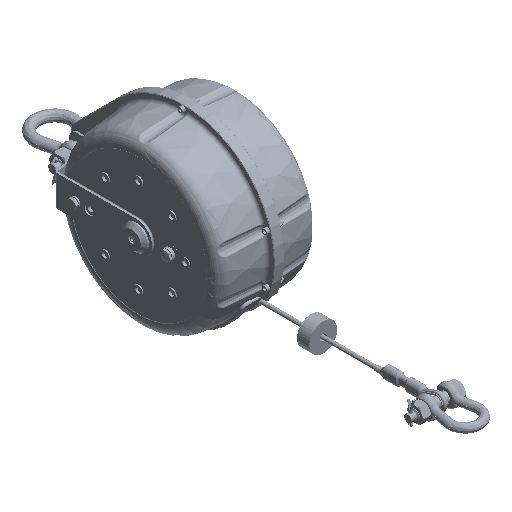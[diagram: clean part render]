
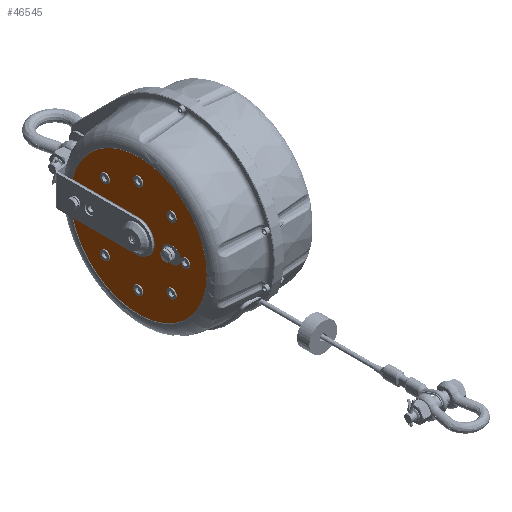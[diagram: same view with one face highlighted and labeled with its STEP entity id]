
A CAD part, isometric view. The second image highlights one B-rep face of the part: STEP entity #46545.
In plain terms, the highlighted planar face has unit normal (-1, 0, 0).
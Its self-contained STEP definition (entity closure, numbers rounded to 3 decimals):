
#33=ELLIPSE('',#49953,15.,13.268);
#487=FACE_BOUND('',#9226,.T.);
#488=FACE_BOUND('',#9227,.T.);
#489=FACE_BOUND('',#9228,.T.);
#490=FACE_BOUND('',#9229,.T.);
#491=FACE_BOUND('',#9230,.T.);
#492=FACE_BOUND('',#9231,.T.);
#493=FACE_BOUND('',#9232,.T.);
#494=FACE_BOUND('',#9233,.T.);
#4544=PLANE('',#49955);
#6406=FACE_OUTER_BOUND('',#9225,.T.);
#9225=EDGE_LOOP('',(#34510,#34511,#34512,#34513));
#9226=EDGE_LOOP('',(#34514));
#9227=EDGE_LOOP('',(#34515));
#9228=EDGE_LOOP('',(#34516));
#9229=EDGE_LOOP('',(#34517));
#9230=EDGE_LOOP('',(#34518));
#9231=EDGE_LOOP('',(#34519));
#9232=EDGE_LOOP('',(#34520));
#9233=EDGE_LOOP('',(#34521));
#11840=LINE('',#126107,#14315);
#11841=LINE('',#126110,#14316);
#14315=VECTOR('',#56367,1.);
#14316=VECTOR('',#56370,1.);
#16697=CIRCLE('',#49956,109.636);
#16698=CIRCLE('',#49957,25.822);
#16699=CIRCLE('',#49958,7.5);
#16700=CIRCLE('',#49959,7.5);
#16701=CIRCLE('',#49960,7.5);
#16702=CIRCLE('',#49961,7.5);
#16703=CIRCLE('',#49962,7.5);
#16704=CIRCLE('',#49963,7.5);
#16705=CIRCLE('',#49964,7.5);
#19271=VERTEX_POINT('',#126098);
#19272=VERTEX_POINT('',#126103);
#19273=VERTEX_POINT('',#126104);
#19274=VERTEX_POINT('',#126106);
#19275=VERTEX_POINT('',#126108);
#19276=VERTEX_POINT('',#126111);
#19277=VERTEX_POINT('',#126113);
#19278=VERTEX_POINT('',#126115);
#19279=VERTEX_POINT('',#126117);
#19280=VERTEX_POINT('',#126119);
#19281=VERTEX_POINT('',#126121);
#19282=VERTEX_POINT('',#126123);
#24722=EDGE_CURVE('',#19271,#19271,#33,.T.);
#24723=EDGE_CURVE('',#19272,#19273,#16697,.T.);
#24724=EDGE_CURVE('',#19274,#19272,#11840,.T.);
#24725=EDGE_CURVE('',#19275,#19274,#16698,.T.);
#24726=EDGE_CURVE('',#19273,#19275,#11841,.T.);
#24727=EDGE_CURVE('',#19276,#19276,#16699,.T.);
#24728=EDGE_CURVE('',#19277,#19277,#16700,.T.);
#24729=EDGE_CURVE('',#19278,#19278,#16701,.T.);
#24730=EDGE_CURVE('',#19279,#19279,#16702,.T.);
#24731=EDGE_CURVE('',#19280,#19280,#16703,.T.);
#24732=EDGE_CURVE('',#19281,#19281,#16704,.T.);
#24733=EDGE_CURVE('',#19282,#19282,#16705,.T.);
#34510=ORIENTED_EDGE('',*,*,#24723,.F.);
#34511=ORIENTED_EDGE('',*,*,#24724,.F.);
#34512=ORIENTED_EDGE('',*,*,#24725,.F.);
#34513=ORIENTED_EDGE('',*,*,#24726,.F.);
#34514=ORIENTED_EDGE('',*,*,#24727,.T.);
#34515=ORIENTED_EDGE('',*,*,#24728,.T.);
#34516=ORIENTED_EDGE('',*,*,#24729,.T.);
#34517=ORIENTED_EDGE('',*,*,#24730,.T.);
#34518=ORIENTED_EDGE('',*,*,#24731,.T.);
#34519=ORIENTED_EDGE('',*,*,#24732,.T.);
#34520=ORIENTED_EDGE('',*,*,#24733,.T.);
#34521=ORIENTED_EDGE('',*,*,#24722,.T.);
#46545=ADVANCED_FACE('',(#6406,#487,#488,#489,#490,#491,#492,#493,#494),
#4544,.T.);
#49953=AXIS2_PLACEMENT_3D('',#126100,#56359,#56360);
#49955=AXIS2_PLACEMENT_3D('',#126102,#56363,#56364);
#49956=AXIS2_PLACEMENT_3D('',#126105,#56365,#56366);
#49957=AXIS2_PLACEMENT_3D('',#126109,#56368,#56369);
#49958=AXIS2_PLACEMENT_3D('',#126112,#56371,#56372);
#49959=AXIS2_PLACEMENT_3D('',#126114,#56373,#56374);
#49960=AXIS2_PLACEMENT_3D('',#126116,#56375,#56376);
#49961=AXIS2_PLACEMENT_3D('',#126118,#56377,#56378);
#49962=AXIS2_PLACEMENT_3D('',#126120,#56379,#56380);
#49963=AXIS2_PLACEMENT_3D('',#126122,#56381,#56382);
#49964=AXIS2_PLACEMENT_3D('',#126124,#56383,#56384);
#56359=DIRECTION('center_axis',(1.,0.,0.));
#56360=DIRECTION('ref_axis',(0.,-1.,0.));
#56363=DIRECTION('center_axis',(-1.,0.,0.));
#56364=DIRECTION('ref_axis',(0.,0.,
1.));
#56365=DIRECTION('center_axis',(1.,0.,0.));
#56366=DIRECTION('ref_axis',(0.,0.973,0.232));
#56367=DIRECTION('',(0.,1.,0.));
#56368=DIRECTION('center_axis',(-1.,0.,0.));
#56369=DIRECTION('ref_axis',(0.,0.,
-1.));
#56370=DIRECTION('',(0.,-1.,0.));
#56371=DIRECTION('center_axis',(1.,0.,0.));
#56372=DIRECTION('ref_axis',(0.,-1.,0.));
#56373=DIRECTION('center_axis',(1.,0.,0.));
#56374=DIRECTION('ref_axis',(0.,-1.,0.));
#56375=DIRECTION('center_axis',(1.,0.,0.));
#56376=DIRECTION('ref_axis',(0.,-1.,0.));
#56377=DIRECTION('center_axis',(1.,0.,0.));
#56378=DIRECTION('ref_axis',(0.,-1.,0.));
#56379=DIRECTION('center_axis',(1.,0.,0.));
#56380=DIRECTION('ref_axis',(0.,-1.,0.));
#56381=DIRECTION('center_axis',(1.,0.,0.));
#56382=DIRECTION('ref_axis',(0.,-1.,0.));
#56383=DIRECTION('center_axis',(1.,0.,0.));
#56384=DIRECTION('ref_axis',(0.,-1.,0.));
#126098=CARTESIAN_POINT('',(-78.5,-38.,0.));
#126100=CARTESIAN_POINT('Origin',(-78.5,-53.,0.));
#126102=CARTESIAN_POINT('Origin',(-78.5,-1.439,0.));
#126103=CARTESIAN_POINT('',(-78.5,106.552,25.822));
#126104=CARTESIAN_POINT('',(-78.5,106.552,-25.822));
#126105=CARTESIAN_POINT('Origin',(-78.5,0.,0.));
#126106=CARTESIAN_POINT('',(-78.5,0.,25.822));
#126107=CARTESIAN_POINT('',(-78.5,0.,25.822));
#126108=CARTESIAN_POINT('',(-78.5,0.,-25.822));
#126109=CARTESIAN_POINT('Origin',(-78.5,0.,0.));
#126110=CARTESIAN_POINT('',(-78.5,53.561,-25.822));
#126111=CARTESIAN_POINT('',(-78.5,61.24,53.74));
#126112=CARTESIAN_POINT('Origin',(-78.5,53.74,53.74));
#126113=CARTESIAN_POINT('',(-78.5,7.5,76.));
#126114=CARTESIAN_POINT('Origin',(-78.5,0.,76.));
#126115=CARTESIAN_POINT('',(-78.5,-46.24,53.74));
#126116=CARTESIAN_POINT('Origin',(-78.5,-53.74,53.74));
#126117=CARTESIAN_POINT('',(-78.5,61.24,-53.74));
#126118=CARTESIAN_POINT('Origin',(-78.5,53.74,-53.74));
#126119=CARTESIAN_POINT('',(-78.5,7.5,-76.));
#126120=CARTESIAN_POINT('Origin',(-78.5,0.,-76.));
#126121=CARTESIAN_POINT('',(-78.5,-46.24,-53.74));
#126122=CARTESIAN_POINT('Origin',(-78.5,-53.74,-53.74));
#126123=CARTESIAN_POINT('',(-78.5,-68.5,0.));
#126124=CARTESIAN_POINT('Origin',(-78.5,-76.,0.));
